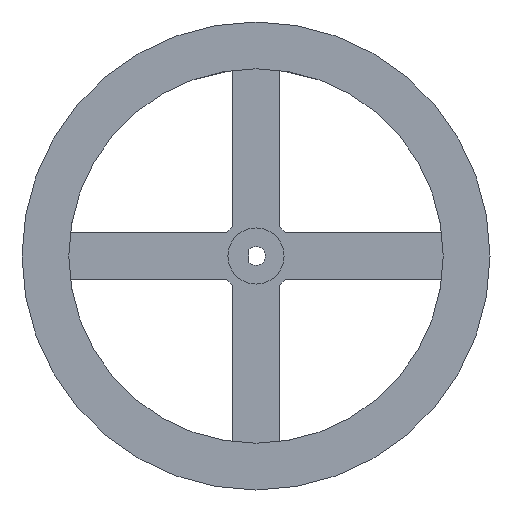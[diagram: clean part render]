
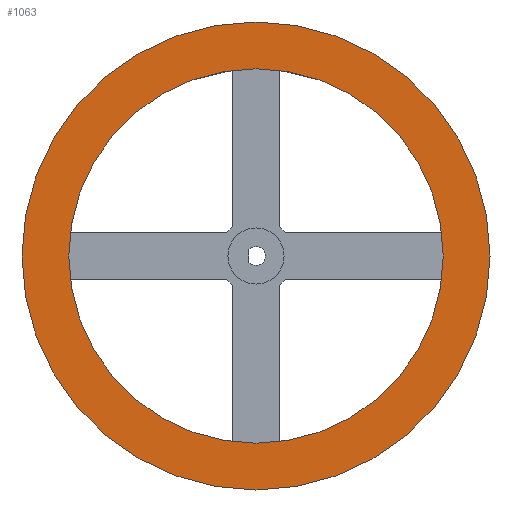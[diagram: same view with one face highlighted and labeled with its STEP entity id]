
A CAD part, left-side view. The second image highlights one B-rep face of the part: STEP entity #1063.
In plain terms, the highlighted planar face has unit normal (-1, 0, 0).
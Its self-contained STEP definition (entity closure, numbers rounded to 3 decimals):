
#2 = DIRECTION ( 'NONE',  ( 0., 0., 1. ) ) ;
#47 = AXIS2_PLACEMENT_3D ( 'NONE', #105, #98, #892 ) ;
#63 = ORIENTED_EDGE ( 'NONE', *, *, #1082, .F. ) ;
#92 = CARTESIAN_POINT ( 'NONE',  ( -12., 0., 0. ) ) ;
#98 = DIRECTION ( 'NONE',  ( 1., 0., 0. ) ) ;
#105 = CARTESIAN_POINT ( 'NONE',  ( -12., 50., 0. ) ) ;
#190 = CARTESIAN_POINT ( 'NONE',  ( -12., 0., -40. ) ) ;
#196 = FACE_BOUND ( 'NONE', #657, .T. ) ;
#267 = VERTEX_POINT ( 'NONE', #682 ) ;
#285 = DIRECTION ( 'NONE',  ( -1., 0., 0. ) ) ;
#394 = CARTESIAN_POINT ( 'NONE',  ( -12., 0., -50. ) ) ;
#398 = DIRECTION ( 'NONE',  ( -1., 0., 0. ) ) ;
#417 = DIRECTION ( 'NONE',  ( 0., 0., 1. ) ) ;
#426 = EDGE_CURVE ( 'NONE', #1187, #1089, #531, .T. ) ;
#495 = CARTESIAN_POINT ( 'NONE',  ( -12., 0., 50. ) ) ;
#531 = CIRCLE ( 'NONE', #575, 50. ) ;
#561 = AXIS2_PLACEMENT_3D ( 'NONE', #616, #285, #2 ) ;
#575 = AXIS2_PLACEMENT_3D ( 'NONE', #845, #654, #1135 ) ;
#596 = CIRCLE ( 'NONE', #974, 40. ) ;
#616 = CARTESIAN_POINT ( 'NONE',  ( -12., 0., 0. ) ) ;
#617 = FACE_OUTER_BOUND ( 'NONE', #1275, .T. ) ;
#654 = DIRECTION ( 'NONE',  ( -1., 0., 0. ) ) ;
#657 = EDGE_LOOP ( 'NONE', ( #63, #763 ) ) ;
#677 = CIRCLE ( 'NONE', #992, 50. ) ;
#682 = CARTESIAN_POINT ( 'NONE',  ( -12., 0., 40. ) ) ;
#713 = DIRECTION ( 'NONE',  ( -1., 0., 0. ) ) ;
#763 = ORIENTED_EDGE ( 'NONE', *, *, #1165, .F. ) ;
#839 = VERTEX_POINT ( 'NONE', #190 ) ;
#845 = CARTESIAN_POINT ( 'NONE',  ( -12., 0., 0. ) ) ;
#892 = DIRECTION ( 'NONE',  ( 0., 0., -1. ) ) ;
#974 = AXIS2_PLACEMENT_3D ( 'NONE', #1119, #713, #1015 ) ;
#992 = AXIS2_PLACEMENT_3D ( 'NONE', #92, #398, #417 ) ;
#1015 = DIRECTION ( 'NONE',  ( 0., 0., 1. ) ) ;
#1063 = ADVANCED_FACE ( 'NONE', ( #196, #617 ), #1290, .F. ) ;
#1073 = EDGE_CURVE ( 'NONE', #1089, #1187, #677, .T. ) ;
#1082 = EDGE_CURVE ( 'NONE', #267, #839, #596, .T. ) ;
#1089 = VERTEX_POINT ( 'NONE', #495 ) ;
#1119 = CARTESIAN_POINT ( 'NONE',  ( -12., 0., 0. ) ) ;
#1126 = ORIENTED_EDGE ( 'NONE', *, *, #1073, .T. ) ;
#1135 = DIRECTION ( 'NONE',  ( 0., 0., 1. ) ) ;
#1165 = EDGE_CURVE ( 'NONE', #839, #267, #1282, .T. ) ;
#1187 = VERTEX_POINT ( 'NONE', #394 ) ;
#1267 = ORIENTED_EDGE ( 'NONE', *, *, #426, .T. ) ;
#1275 = EDGE_LOOP ( 'NONE', ( #1126, #1267 ) ) ;
#1282 = CIRCLE ( 'NONE', #561, 40. ) ;
#1290 = PLANE ( 'NONE',  #47 ) ;
